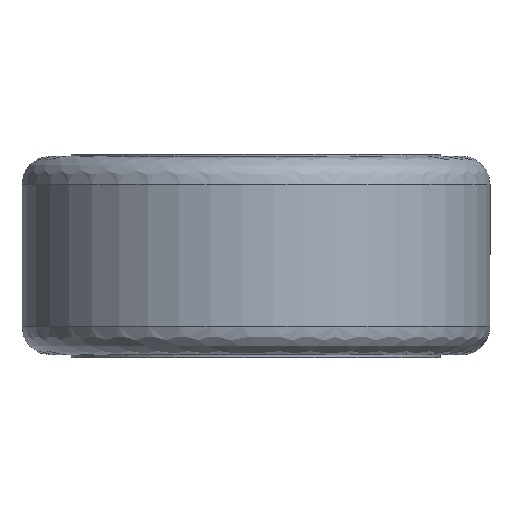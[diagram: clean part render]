
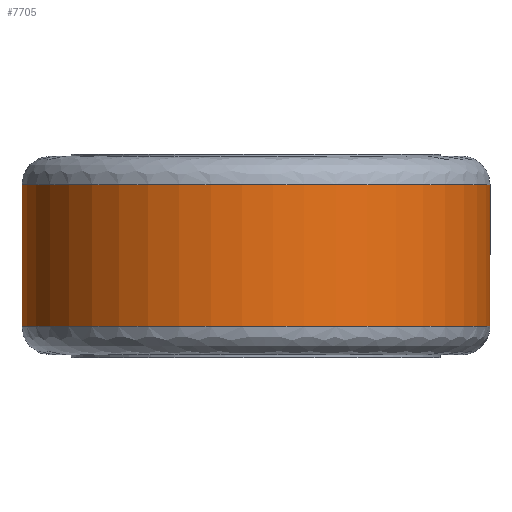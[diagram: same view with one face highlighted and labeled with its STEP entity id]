
A CAD part, front view. The second image highlights one B-rep face of the part: STEP entity #7705.
In plain terms, the highlighted free-form (B-spline) face has degree [2, 1] with [9, 2] control points.
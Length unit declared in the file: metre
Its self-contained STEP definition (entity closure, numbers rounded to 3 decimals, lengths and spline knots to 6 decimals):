
#6 = CARTESIAN_POINT('NONE', (8.38708, 0., -2.54));
#7 = VERTEX_POINT('NONE', #6);
#8 = CARTESIAN_POINT('NONE', (8.38708, 0., 2.54));
#9 = VERTEX_POINT('NONE', #8);
#562 = CARTESIAN_POINT('NONE', (8.38708, 0., -2.54));
#563 = CARTESIAN_POINT('NONE', (8.38708, 8.38708, -2.54));
#564 = CARTESIAN_POINT('NONE', (0., 8.38708, -2.54));
#565 = CARTESIAN_POINT('NONE', (-8.38708, 8.38708, -2.54));
#566 = CARTESIAN_POINT('NONE', (-8.38708, 0., -2.54));
#567 = CARTESIAN_POINT('NONE', (-8.38708, -8.38708, -2.54));
#568 = CARTESIAN_POINT('NONE', (0., -8.38708, -2.54));
#569 = CARTESIAN_POINT('NONE', (8.38708, -8.38708, -2.54));
#570 = CARTESIAN_POINT('NONE', (8.38708, 0., -2.54));
#571 = (
  BOUNDED_CURVE()
  B_SPLINE_CURVE(2, (#562, #563, #564, #565, #566, #567, #568, #569, #570), .UNSPECIFIED., .F., .F.)
  B_SPLINE_CURVE_WITH_KNOTS((3, 2, 2, 2, 3), (-6.283185, -4.712389, -3.141593, -1.570796, -0), .UNSPECIFIED.)
  CURVE()
  GEOMETRIC_REPRESENTATION_ITEM()
  RATIONAL_B_SPLINE_CURVE((1, 0.707, 1, 0.707, 1, 0.707, 1, 0.707, 1))
  REPRESENTATION_ITEM('NONE')
);
#572 = DIRECTION('NONE', (0., 0, 1));
#573 = VECTOR('NONE', #572, 1);
#574 = CARTESIAN_POINT('NONE', (8.38708, 0, -2.54));
#575 = LINE('NONE', #574, #573);
#576 = CARTESIAN_POINT('NONE', (8.38708, 0., 2.54));
#577 = CARTESIAN_POINT('NONE', (8.38708, 8.38708, 2.54));
#578 = CARTESIAN_POINT('NONE', (0., 8.38708, 2.54));
#579 = CARTESIAN_POINT('NONE', (-8.38708, 8.38708, 2.54));
#580 = CARTESIAN_POINT('NONE', (-8.38708, 0., 2.54));
#581 = CARTESIAN_POINT('NONE', (-8.38708, -8.38708, 2.54));
#582 = CARTESIAN_POINT('NONE', (0., -8.38708, 2.54));
#583 = CARTESIAN_POINT('NONE', (8.38708, -8.38708, 2.54));
#584 = CARTESIAN_POINT('NONE', (8.38708, 0., 2.54));
#585 = (
  BOUNDED_CURVE()
  B_SPLINE_CURVE(2, (#576, #577, #578, #579, #580, #581, #582, #583, #584), .UNSPECIFIED., .F., .F.)
  B_SPLINE_CURVE_WITH_KNOTS((3, 2, 2, 2, 3), (-6.283185, -4.712389, -3.141593, -1.570796, -0), .UNSPECIFIED.)
  CURVE()
  GEOMETRIC_REPRESENTATION_ITEM()
  RATIONAL_B_SPLINE_CURVE((1, 0.707, 1, 0.707, 1, 0.707, 1, 0.707, 1))
  REPRESENTATION_ITEM('NONE')
);
#3415 = EDGE_CURVE('NONE', #7, #7, #571, .T.);
#3416 = EDGE_CURVE('NONE', #7, #9, #575, .T.);
#3417 = EDGE_CURVE('NONE', #9, #9, #585, .T.);
#3866 = ORIENTED_EDGE('NONE', *, *, #3415, .F.);
#3867 = ORIENTED_EDGE('NONE', *, *, #3416, .T.);
#3868 = ORIENTED_EDGE('NONE', *, *, #3417, .T.);
#3869 = ORIENTED_EDGE('NONE', *, *, #3416, .F.);
#3870 = EDGE_LOOP('NONE', (#3866, #3867, #3868, #3869));
#5070 = CARTESIAN_POINT('NONE', (8.38708, 0, -2.54));
#5071 = CARTESIAN_POINT('NONE', (8.38708, 0, 2.54));
#5072 = CARTESIAN_POINT('NONE', (8.38708, -8.38708, -2.54));
#5073 = CARTESIAN_POINT('NONE', (8.38708, -8.38708, 2.54));
#5074 = CARTESIAN_POINT('NONE', (0., -8.38708, -2.54));
#5075 = CARTESIAN_POINT('NONE', (0., -8.38708, 2.54));
#5076 = CARTESIAN_POINT('NONE', (-8.38708, -8.38708, -2.54));
#5077 = CARTESIAN_POINT('NONE', (-8.38708, -8.38708, 2.54));
#5078 = CARTESIAN_POINT('NONE', (-8.38708, 0., -2.54));
#5079 = CARTESIAN_POINT('NONE', (-8.38708, 0., 2.54));
#5080 = CARTESIAN_POINT('NONE', (-8.38708, 8.38708, -2.54));
#5081 = CARTESIAN_POINT('NONE', (-8.38708, 8.38708, 2.54));
#5082 = CARTESIAN_POINT('NONE', (0., 8.38708, -2.54));
#5083 = CARTESIAN_POINT('NONE', (0., 8.38708, 2.54));
#5084 = CARTESIAN_POINT('NONE', (8.38708, 8.38708, -2.54));
#5085 = CARTESIAN_POINT('NONE', (8.38708, 8.38708, 2.54));
#5086 = CARTESIAN_POINT('NONE', (8.38708, 0, -2.54));
#5087 = CARTESIAN_POINT('NONE', (8.38708, 0, 2.54));
#5088 = (
  BOUNDED_SURFACE()
  B_SPLINE_SURFACE(2, 1, ((#5070, #5071), (#5072, #5073), (#5074, #5075), (#5076, #5077), (#5078, #5079), (#5080, #5081), (#5082, #5083), (#5084, #5085), (#5086, #5087)), .UNSPECIFIED., .F., .F., .F.)
  B_SPLINE_SURFACE_WITH_KNOTS((3, 2, 2, 2, 3), (2, 2), (0, 1.570796, 3.141593, 4.712389, 6.283185), (0, 5080), .UNSPECIFIED.)
  GEOMETRIC_REPRESENTATION_ITEM()
  RATIONAL_B_SPLINE_SURFACE(((1, 1), (0.707, 0.707), (1, 1), (0.707, 0.707), (1, 1), (0.707, 0.707), (1, 1), (0.707, 0.707), (1, 1)))
  REPRESENTATION_ITEM('NONE')
  SURFACE()
);
#7704 = FACE_OUTER_BOUND('NONE', #3870, .F.);
#7705 = ADVANCED_FACE('NONE', (#7704), #5088, .F.);
